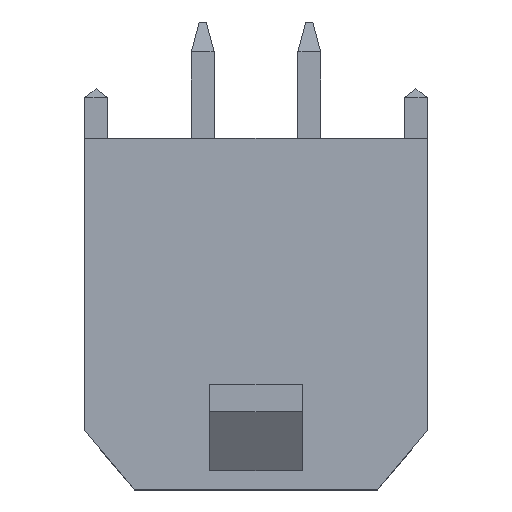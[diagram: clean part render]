
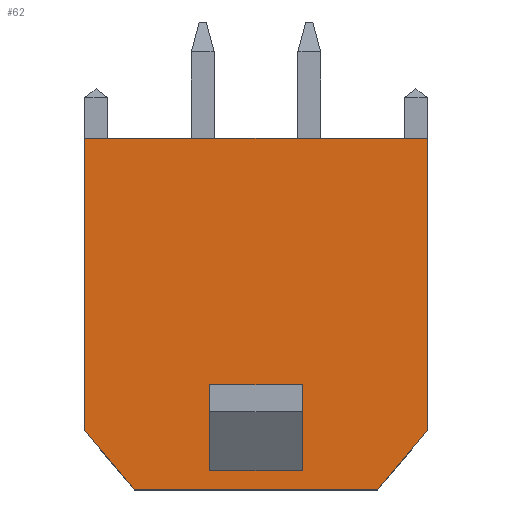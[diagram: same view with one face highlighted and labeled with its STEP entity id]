
A CAD part, top view. The second image highlights one B-rep face of the part: STEP entity #62.
In plain terms, the highlighted planar face has unit normal (0, 0, 1).
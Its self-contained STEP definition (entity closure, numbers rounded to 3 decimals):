
#43=FACE_BOUND('',#374,.T.);
#44=FACE_BOUND('',#375,.T.);
#62=ADVANCED_FACE('',(#43,#44),#166,.T.);
#166=PLANE('',#1835);
#374=EDGE_LOOP('',(#566,#567,#568,#569,#570,#571));
#375=EDGE_LOOP('',(#572,#573,#574,#575));
#566=ORIENTED_EDGE('',*,*,#1165,.F.);
#567=ORIENTED_EDGE('',*,*,#1169,.F.);
#568=ORIENTED_EDGE('',*,*,#1138,.T.);
#569=ORIENTED_EDGE('',*,*,#1185,.T.);
#570=ORIENTED_EDGE('',*,*,#1161,.F.);
#571=ORIENTED_EDGE('',*,*,#1180,.F.);
#572=ORIENTED_EDGE('',*,*,#1186,.T.);
#573=ORIENTED_EDGE('',*,*,#1187,.T.);
#574=ORIENTED_EDGE('',*,*,#1188,.F.);
#575=ORIENTED_EDGE('',*,*,#1189,.F.);
#977=VERTEX_POINT('',#2448);
#980=VERTEX_POINT('',#2455);
#999=VERTEX_POINT('',#2497);
#1002=VERTEX_POINT('',#2502);
#1003=VERTEX_POINT('',#2506);
#1006=VERTEX_POINT('',#2511);
#1021=VERTEX_POINT('',#2551);
#1022=VERTEX_POINT('',#2552);
#1023=VERTEX_POINT('',#2554);
#1024=VERTEX_POINT('',#2556);
#1138=EDGE_CURVE('',#977,#980,#1379,.T.);
#1161=EDGE_CURVE('',#1002,#999,#1402,.T.);
#1165=EDGE_CURVE('',#1006,#1003,#1406,.T.);
#1169=EDGE_CURVE('',#977,#1006,#1410,.T.);
#1180=EDGE_CURVE('',#1003,#1002,#1421,.T.);
#1185=EDGE_CURVE('',#980,#999,#1426,.T.);
#1186=EDGE_CURVE('',#1021,#1022,#1427,.T.);
#1187=EDGE_CURVE('',#1022,#1023,#1428,.T.);
#1188=EDGE_CURVE('',#1024,#1023,#1429,.T.);
#1189=EDGE_CURVE('',#1021,#1024,#1430,.T.);
#1379=LINE('',#2456,#1620);
#1402=LINE('',#2503,#1643);
#1406=LINE('',#2512,#1647);
#1410=LINE('',#2520,#1651);
#1421=LINE('',#2541,#1662);
#1426=LINE('',#2549,#1667);
#1427=LINE('',#2550,#1668);
#1428=LINE('',#2553,#1669);
#1429=LINE('',#2555,#1670);
#1430=LINE('',#2557,#1671);
#1620=VECTOR('',#1982,1.);
#1643=VECTOR('',#2009,1.);
#1647=VECTOR('',#2015,1.);
#1651=VECTOR('',#2021,1.);
#1662=VECTOR('',#2034,1.);
#1667=VECTOR('',#2041,1.);
#1668=VECTOR('',#2042,1.);
#1669=VECTOR('',#2043,1.);
#1670=VECTOR('',#2044,1.);
#1671=VECTOR('',#2045,1.);
#1835=AXIS2_PLACEMENT_3D('',#2558,#2046,#2047);
#1982=DIRECTION('',(-1.,0.,0.));
#2009=DIRECTION('',(-0.643,0.766,0.));
#2015=DIRECTION('',(-0.643,-0.766,0.));
#2021=DIRECTION('',(0.,-1.,0.));
#2034=DIRECTION('',(-1.,0.,0.));
#2041=DIRECTION('',(0.,-1.,0.));
#2042=DIRECTION('',(-1.,0.,0.));
#2043=DIRECTION('',(0.,1.,0.));
#2044=DIRECTION('',(-1.,0.,0.));
#2045=DIRECTION('',(0.,1.,0.));
#2046=DIRECTION('',(0.,0.,1.));
#2047=DIRECTION('',(1.,0.,0.));
#2448=CARTESIAN_POINT('',(4.825,9.9,3.86));
#2455=CARTESIAN_POINT('',(-4.825,9.9,3.86));
#2456=CARTESIAN_POINT('',(4.825,9.9,3.86));
#2497=CARTESIAN_POINT('',(-4.825,1.668,3.86));
#2502=CARTESIAN_POINT('',(-3.425,0.,3.86));
#2503=CARTESIAN_POINT('',(-3.425,0.,3.86));
#2506=CARTESIAN_POINT('',(3.425,0.,3.86));
#2511=CARTESIAN_POINT('',(4.825,1.668,3.86));
#2512=CARTESIAN_POINT('',(4.825,1.668,3.86));
#2520=CARTESIAN_POINT('',(4.825,9.9,3.86));
#2541=CARTESIAN_POINT('',(4.825,0.,3.86));
#2549=CARTESIAN_POINT('',(-4.825,9.9,3.86));
#2550=CARTESIAN_POINT('',(1.3,0.54,3.86));
#2551=CARTESIAN_POINT('',(1.3,0.54,3.86));
#2552=CARTESIAN_POINT('',(-1.3,0.54,3.86));
#2553=CARTESIAN_POINT('',(-1.3,0.54,3.86));
#2554=CARTESIAN_POINT('',(-1.3,2.95,3.86));
#2555=CARTESIAN_POINT('',(1.3,2.95,3.86));
#2556=CARTESIAN_POINT('',(1.3,2.95,3.86));
#2557=CARTESIAN_POINT('',(1.3,0.54,3.86));
#2558=CARTESIAN_POINT('',(4.825,9.9,3.86));
